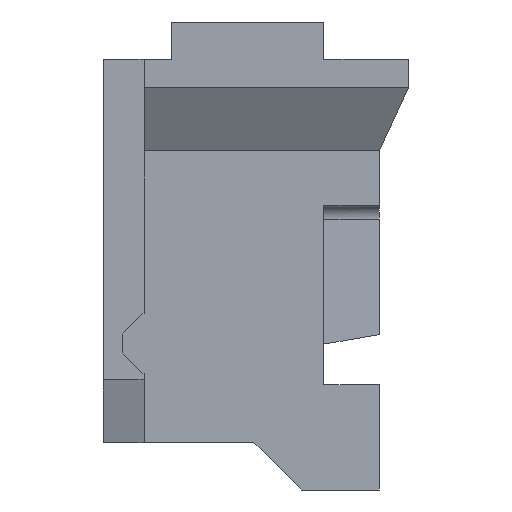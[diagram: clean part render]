
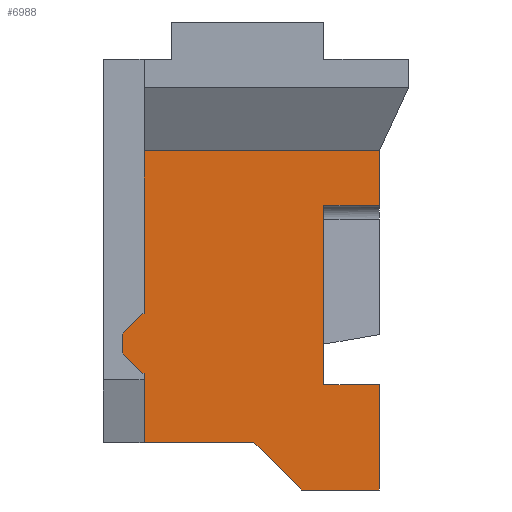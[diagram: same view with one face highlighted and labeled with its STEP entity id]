
A CAD part, left-side view. The second image highlights one B-rep face of the part: STEP entity #6988.
In plain terms, the highlighted planar face has unit normal (-1, 0, 0).
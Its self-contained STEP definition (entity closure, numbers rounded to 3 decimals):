
#294=ORIENTED_EDGE('',*,*,#2375,.F.);
#295=ORIENTED_EDGE('',*,*,#2376,.T.);
#296=ORIENTED_EDGE('',*,*,#2377,.T.);
#297=ORIENTED_EDGE('',*,*,#2368,.F.);
#298=ORIENTED_EDGE('',*,*,#2378,.F.);
#299=ORIENTED_EDGE('',*,*,#2379,.F.);
#300=ORIENTED_EDGE('',*,*,#2380,.T.);
#301=ORIENTED_EDGE('',*,*,#2281,.T.);
#302=ORIENTED_EDGE('',*,*,#2381,.F.);
#303=ORIENTED_EDGE('',*,*,#2382,.T.);
#304=ORIENTED_EDGE('',*,*,#2383,.T.);
#305=ORIENTED_EDGE('',*,*,#2309,.T.);
#306=ORIENTED_EDGE('',*,*,#2384,.F.);
#307=ORIENTED_EDGE('',*,*,#2372,.F.);
#308=ORIENTED_EDGE('',*,*,#2385,.F.);
#309=ORIENTED_EDGE('',*,*,#2386,.T.);
#2281=EDGE_CURVE('',#3317,#3323,#3995,.T.);
#2309=EDGE_CURVE('',#3349,#3275,#4023,.T.);
#2368=EDGE_CURVE('',#3403,#3404,#4068,.T.);
#2372=EDGE_CURVE('',#3407,#3408,#4072,.T.);
#2375=EDGE_CURVE('',#3410,#3411,#4075,.T.);
#2376=EDGE_CURVE('',#3410,#3412,#4076,.T.);
#2377=EDGE_CURVE('',#3412,#3404,#4077,.T.);
#2378=EDGE_CURVE('',#3413,#3403,#4078,.T.);
#2379=EDGE_CURVE('',#3414,#3413,#4079,.T.);
#2380=EDGE_CURVE('',#3414,#3317,#4080,.T.);
#2381=EDGE_CURVE('',#3415,#3323,#4081,.T.);
#2382=EDGE_CURVE('',#3415,#3416,#4082,.T.);
#2383=EDGE_CURVE('',#3416,#3349,#4083,.T.);
#2384=EDGE_CURVE('',#3408,#3275,#4084,.T.);
#2385=EDGE_CURVE('',#3417,#3407,#4085,.T.);
#2386=EDGE_CURVE('',#3417,#3411,#4086,.T.);
#3275=VERTEX_POINT('',#9680);
#3317=VERTEX_POINT('',#9771);
#3323=VERTEX_POINT('',#9783);
#3349=VERTEX_POINT('',#9842);
#3403=VERTEX_POINT('',#9956);
#3404=VERTEX_POINT('',#9958);
#3407=VERTEX_POINT('',#9964);
#3408=VERTEX_POINT('',#9966);
#3410=VERTEX_POINT('',#9972);
#3411=VERTEX_POINT('',#9973);
#3412=VERTEX_POINT('',#9975);
#3413=VERTEX_POINT('',#9978);
#3414=VERTEX_POINT('',#9980);
#3415=VERTEX_POINT('',#9983);
#3416=VERTEX_POINT('',#9985);
#3417=VERTEX_POINT('',#9989);
#3995=LINE('',#9784,#4999);
#4023=LINE('',#9841,#5027);
#4068=LINE('',#9957,#5072);
#4072=LINE('',#9965,#5076);
#4075=LINE('',#9971,#5079);
#4076=LINE('',#9974,#5080);
#4077=LINE('',#9976,#5081);
#4078=LINE('',#9977,#5082);
#4079=LINE('',#9979,#5083);
#4080=LINE('',#9981,#5084);
#4081=LINE('',#9982,#5085);
#4082=LINE('',#9984,#5086);
#4083=LINE('',#9986,#5087);
#4084=LINE('',#9987,#5088);
#4085=LINE('',#9988,#5089);
#4086=LINE('',#9990,#5090);
#4999=VECTOR('',#7880,1000.);
#5027=VECTOR('',#7916,1000.);
#5072=VECTOR('',#7993,1000.);
#5076=VECTOR('',#7997,1000.);
#5079=VECTOR('',#8002,1000.);
#5080=VECTOR('',#8003,1000.);
#5081=VECTOR('',#8004,1000.);
#5082=VECTOR('',#8005,1000.);
#5083=VECTOR('',#8006,1000.);
#5084=VECTOR('',#8007,1000.);
#5085=VECTOR('',#8008,1000.);
#5086=VECTOR('',#8009,1000.);
#5087=VECTOR('',#8010,1000.);
#5088=VECTOR('',#8011,1000.);
#5089=VECTOR('',#8012,1000.);
#5090=VECTOR('',#8013,1000.);
#5911=EDGE_LOOP('',(#294,#295,#296,#297,#298,#299,#300,#301,#302,#303,#304,
#305,#306,#307,#308,#309));
#6277=FACE_BOUND('',#5911,.T.);
#6643=PLANE('',#7376);
#6988=ADVANCED_FACE('',(#6277),#6643,.F.);
#7376=AXIS2_PLACEMENT_3D('',#9970,#8000,#8001);
#7880=DIRECTION('',(0.,0.,1.));
#7916=DIRECTION('',(0.,0.,1.));
#7993=DIRECTION('',(0.,0.,1.));
#7997=DIRECTION('',(0.,0.,1.));
#8000=DIRECTION('',(1.,0.,0.));
#8001=DIRECTION('',(0.,0.,-1.));
#8002=DIRECTION('',(0.,0.,1.));
#8003=DIRECTION('',(0.,-0.707,-0.707));
#8004=DIRECTION('',(0.,-1.,0.));
#8005=DIRECTION('',(0.,1.,0.));
#8006=DIRECTION('',(0.,0.707,0.707));
#8007=DIRECTION('',(0.,-1.,0.));
#8008=DIRECTION('',(0.,-1.,0.));
#8009=DIRECTION('',(0.,0.,1.));
#8010=DIRECTION('',(0.,-1.,0.));
#8011=DIRECTION('',(0.,-1.,0.));
#8012=DIRECTION('',(0.,-1.,0.));
#8013=DIRECTION('',(0.,0.707,-0.707));
#9680=CARTESIAN_POINT('',(-7.3,-1.52,1.2));
#9771=CARTESIAN_POINT('',(-7.3,-1.52,-3.8));
#9783=CARTESIAN_POINT('',(-7.3,-1.52,-2.25));
#9784=CARTESIAN_POINT('',(-7.3,-1.52,-3.8));
#9841=CARTESIAN_POINT('',(-7.3,-1.52,-3.8));
#9842=CARTESIAN_POINT('',(-7.3,-1.52,0.395));
#9956=CARTESIAN_POINT('',(-7.3,1.95,-3.1));
#9957=CARTESIAN_POINT('',(-7.3,1.95,-3.1));
#9958=CARTESIAN_POINT('',(-7.3,1.95,-2.08));
#9964=CARTESIAN_POINT('',(-7.3,1.95,-1.2));
#9965=CARTESIAN_POINT('',(-7.3,1.95,-3.1));
#9966=CARTESIAN_POINT('',(-7.3,1.95,1.2));
#9970=CARTESIAN_POINT('',(-7.3,16.067,-3.8));
#9971=CARTESIAN_POINT('',(-7.3,2.27,-2.08));
#9972=CARTESIAN_POINT('',(-7.3,2.27,-1.78));
#9973=CARTESIAN_POINT('',(-7.3,2.27,-1.5));
#9974=CARTESIAN_POINT('',(-7.3,2.27,-1.78));
#9975=CARTESIAN_POINT('',(-7.3,1.97,-2.08));
#9976=CARTESIAN_POINT('',(-7.3,2.27,-2.08));
#9977=CARTESIAN_POINT('',(-7.3,0.33,-3.1));
#9978=CARTESIAN_POINT('',(-7.3,0.33,-3.1));
#9979=CARTESIAN_POINT('',(-7.3,-0.37,-3.8));
#9980=CARTESIAN_POINT('',(-7.3,-0.37,-3.8));
#9981=CARTESIAN_POINT('',(-7.3,16.067,-3.8));
#9982=CARTESIAN_POINT('',(-7.3,-0.7,-2.25));
#9983=CARTESIAN_POINT('',(-7.3,-0.7,-2.25));
#9984=CARTESIAN_POINT('',(-7.3,-0.7,-2.25));
#9985=CARTESIAN_POINT('',(-7.3,-0.7,0.395));
#9986=CARTESIAN_POINT('',(-7.3,-0.7,0.395));
#9987=CARTESIAN_POINT('',(-7.3,16.067,1.2));
#9988=CARTESIAN_POINT('',(-7.3,2.27,-1.2));
#9989=CARTESIAN_POINT('',(-7.3,1.97,-1.2));
#9990=CARTESIAN_POINT('',(-7.3,2.27,-1.5));
